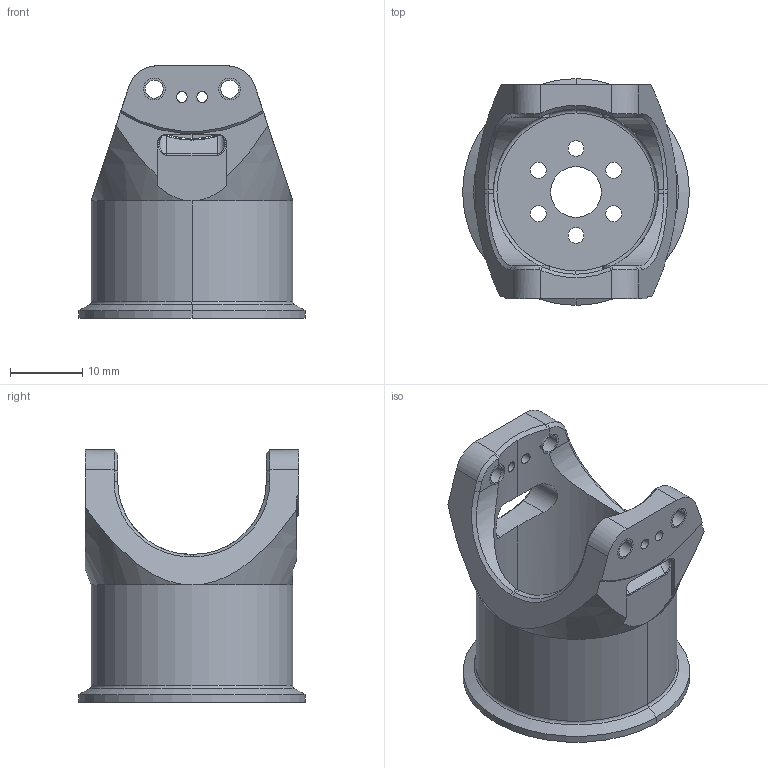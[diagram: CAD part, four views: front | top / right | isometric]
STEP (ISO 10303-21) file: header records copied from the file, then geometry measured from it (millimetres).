
FILE_DESCRIPTION((''),'2;1');
FILE_NAME('RC_IIT_010_P_023','2021-10-19T14:05:29',('silo-mech'),(''),'CREO PARAMETRIC BY PTC INC, 2020454','CREO PARAMETRIC BY PTC INC, 2020454','');
FILE_SCHEMA(('CONFIG_CONTROL_DESIGN'));
Length unit declared in the file: millimetre
Products named in the file (1): RC_IIT_010_P_023
Bounding box: 31.3 x 31.3 x 34.8 mm (x, y, z)
Volume: 7030.2 mm3; surface area: 6440.6 mm2
Topology: 1 solids, 5 shells, 145 faces, 397 edges, 242 vertices
Faces by surface type: cylinder 64, plane 28, cone 28, bspline 17, torus 8
Entity records: 6058 total; most frequent: CARTESIAN_POINT 2447, ORIENTED_EDGE 766, DIRECTION 712, EDGE_CURVE 391, AXIS2_PLACEMENT_3D 285, VERTEX_POINT 242, EDGE_LOOP 173, CIRCLE 156
